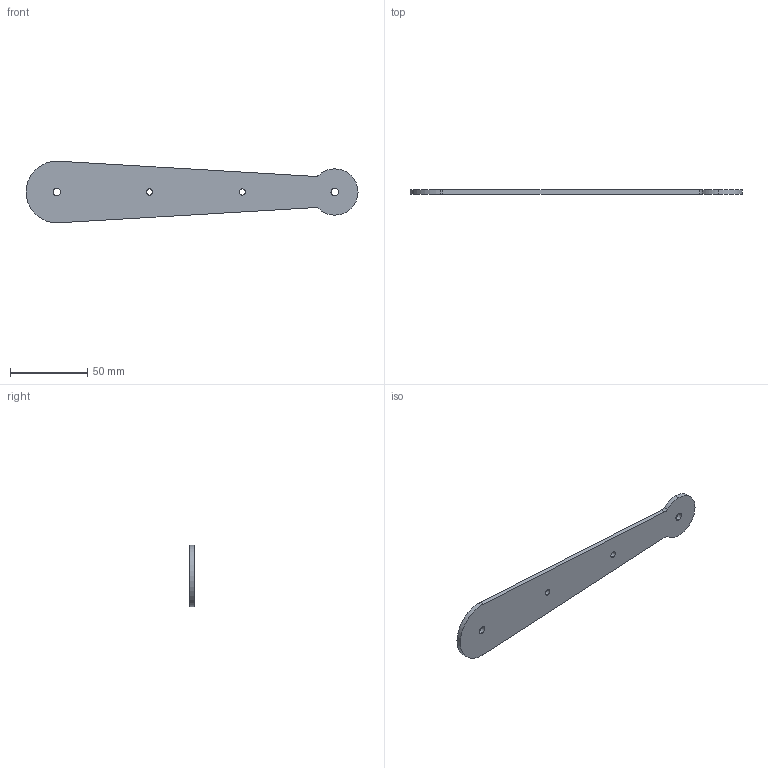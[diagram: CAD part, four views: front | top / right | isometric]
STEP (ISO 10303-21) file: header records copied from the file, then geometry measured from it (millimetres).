
FILE_DESCRIPTION (( 'STEP AP203' ), '1' );
FILE_NAME ('Front Arm 2_Default_sldprt.STEP', '2018-08-27T18:23:18', ( '' ), ( '' ), 'SwSTEP 2.0', 'SolidWorks 2014', '' );
FILE_SCHEMA (( 'CONFIG_CONTROL_DESIGN' ));
Length unit declared in the file: millimetre
Products named in the file (1): Front Arm 2_Default_sldprt
Bounding box: 215 x 3 x 40 mm (x, y, z)
Volume: 18868.2 mm3; surface area: 14167.7 mm2
Topology: 1 solids, 1 shells, 21 faces, 57 edges, 38 vertices
Faces by surface type: cylinder 17, plane 4
Entity records: 778 total; most frequent: DIRECTION 135, CARTESIAN_POINT 117, ORIENTED_EDGE 114, EDGE_CURVE 57, AXIS2_PLACEMENT_3D 56, VERTEX_POINT 38, CIRCLE 34, EDGE_LOOP 29
